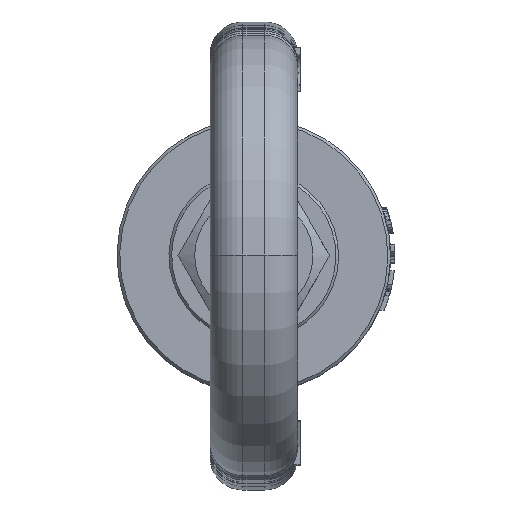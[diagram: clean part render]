
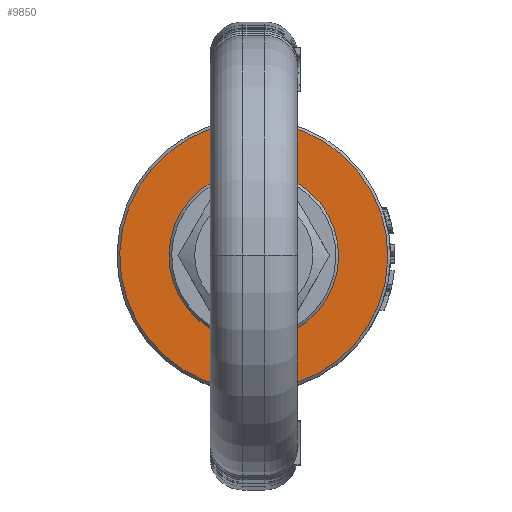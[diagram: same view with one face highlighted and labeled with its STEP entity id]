
A CAD part, top view. The second image highlights one B-rep face of the part: STEP entity #9850.
In plain terms, the highlighted planar face has unit normal (0, 0, 1).
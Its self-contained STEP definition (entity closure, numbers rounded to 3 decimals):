
#9753=CARTESIAN_POINT('Axis2P3D Location',(0.,0.,-38.5)) ;
#9757=CARTESIAN_POINT('Vertex',(11.746,-21.501,-38.5)) ;
#9759=CARTESIAN_POINT('Vertex',(-11.746,21.501,-38.5)) ;
#9779=CARTESIAN_POINT('Axis2P3D Location',(0.,0.,-38.5)) ;
#9823=CARTESIAN_POINT('Axis2P3D Location',(0.,-15.5,-38.5)) ;
#9832=CARTESIAN_POINT('Axis2P3D Location',(0.,0.,-38.5)) ;
#9836=CARTESIAN_POINT('Vertex',(7.431,-13.603,-38.5)) ;
#9838=CARTESIAN_POINT('Vertex',(-7.431,13.603,-38.5)) ;
#9841=CARTESIAN_POINT('Axis2P3D Location',(0.,0.,-38.5)) ;
#9754=DIRECTION('Axis2P3D Direction',(0.,0.,-1.)) ;
#9780=DIRECTION('Axis2P3D Direction',(0.,0.,-1.)) ;
#9824=DIRECTION('Axis2P3D Direction',(0.,0.,1.)) ;
#9825=DIRECTION('Axis2P3D XDirection',(1.,0.,0.)) ;
#9833=DIRECTION('Axis2P3D Direction',(0.,0.,1.)) ;
#9842=DIRECTION('Axis2P3D Direction',(0.,0.,1.)) ;
#9755=AXIS2_PLACEMENT_3D('Circle Axis2P3D',#9753,#9754,$) ;
#9781=AXIS2_PLACEMENT_3D('Circle Axis2P3D',#9779,#9780,$) ;
#9826=AXIS2_PLACEMENT_3D('Plane Axis2P3D',#9823,#9824,#9825) ;
#9834=AXIS2_PLACEMENT_3D('Circle Axis2P3D',#9832,#9833,$) ;
#9843=AXIS2_PLACEMENT_3D('Circle Axis2P3D',#9841,#9842,$) ;
#9829=ORIENTED_EDGE('',*,*,#9783,.T.) ;
#9830=ORIENTED_EDGE('',*,*,#9761,.T.) ;
#9847=ORIENTED_EDGE('',*,*,#9840,.F.) ;
#9848=ORIENTED_EDGE('',*,*,#9845,.F.) ;
#9849=FACE_BOUND('',#9846,.T.) ;
#9850=ADVANCED_FACE('\X2\672C9AD4\X0\.2',(#9831,#9849),#9827,.T.) ;
#9756=CIRCLE('generated circle',#9755,24.5) ;
#9782=CIRCLE('generated circle',#9781,24.5) ;
#9835=CIRCLE('generated circle',#9834,15.5) ;
#9844=CIRCLE('generated circle',#9843,15.5) ;
#9761=EDGE_CURVE('',#9758,#9760,#9756,.F.) ;
#9783=EDGE_CURVE('',#9760,#9758,#9782,.F.) ;
#9840=EDGE_CURVE('',#9837,#9839,#9835,.T.) ;
#9845=EDGE_CURVE('',#9839,#9837,#9844,.T.) ;
#9828=EDGE_LOOP('',(#9829,#9830)) ;
#9846=EDGE_LOOP('',(#9847,#9848)) ;
#9831=FACE_OUTER_BOUND('',#9828,.T.) ;
#9827=PLANE('',#9826) ;
#9758=VERTEX_POINT('',#9757) ;
#9760=VERTEX_POINT('',#9759) ;
#9837=VERTEX_POINT('',#9836) ;
#9839=VERTEX_POINT('',#9838) ;
